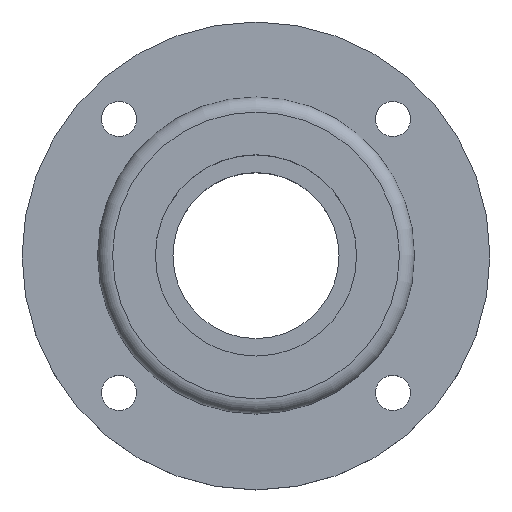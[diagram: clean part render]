
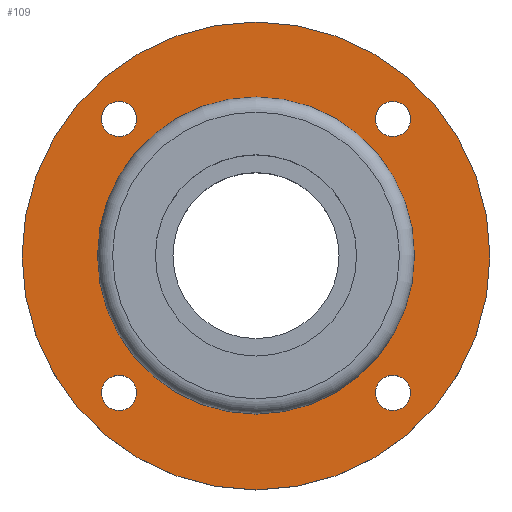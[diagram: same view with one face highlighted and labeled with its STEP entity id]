
A CAD part, top view. The second image highlights one B-rep face of the part: STEP entity #109.
In plain terms, the highlighted planar face has unit normal (0, 0, 1).
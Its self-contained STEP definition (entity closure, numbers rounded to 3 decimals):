
#83=EDGE_CURVE('Unnamed[1]',#218,#218,#219,.T.);
#109=ADVANCED_FACE('Unnamed[1]',(#260,#261,#262,#263,#264,#265),#266,.T.);
#117=EDGE_CURVE('Unnamed[1]',#278,#278,#279,.T.);
#133=EDGE_CURVE('Unnamed[1]',#303,#303,#304,.T.);
#159=EDGE_CURVE('Unnamed[1]',#342,#342,#343,.T.);
#164=EDGE_CURVE('Unnamed[1]',#354,#354,#355,.T.);
#168=EDGE_CURVE('Unnamed[1]',#360,#360,#361,.T.);
#218=VERTEX_POINT('',#414);
#219=CIRCLE('',#415,46.5);
#260=FACE_BOUND('',#465,.T.);
#261=FACE_BOUND('',#466,.T.);
#262=FACE_BOUND('',#467,.T.);
#263=FACE_BOUND('',#468,.T.);
#264=FACE_OUTER_BOUND('',#469,.T.);
#265=FACE_BOUND('',#470,.T.);
#266=PLANE('',#471);
#278=VERTEX_POINT('',#486);
#279=CIRCLE('',#487,3.5);
#303=VERTEX_POINT('',#518);
#304=CIRCLE('',#519,3.5);
#342=VERTEX_POINT('',#567);
#343=CIRCLE('',#568,3.5);
#354=VERTEX_POINT('',#581);
#355=CIRCLE('',#582,31.356);
#360=VERTEX_POINT('',#589);
#361=CIRCLE('',#590,3.5);
#414=CARTESIAN_POINT('',(-46.5,0.,10.));
#415=AXIS2_PLACEMENT_3D('',#636,#637,#638);
#465=EDGE_LOOP('',(#685));
#466=EDGE_LOOP('',(#686));
#467=EDGE_LOOP('',(#687));
#468=EDGE_LOOP('',(#688));
#469=EDGE_LOOP('',(#689));
#470=EDGE_LOOP('',(#690));
#471=AXIS2_PLACEMENT_3D('',#691,#692,#693);
#486=CARTESIAN_POINT('',(23.724,-27.224,10.));
#487=AXIS2_PLACEMENT_3D('',#706,#707,#708);
#518=CARTESIAN_POINT('',(-30.724,-27.224,10.));
#519=AXIS2_PLACEMENT_3D('',#733,#734,#735);
#567=CARTESIAN_POINT('',(-30.724,27.224,10.));
#568=AXIS2_PLACEMENT_3D('',#773,#774,#775);
#581=CARTESIAN_POINT('',(-31.356,0.,10.));
#582=AXIS2_PLACEMENT_3D('',#786,#787,#788);
#589=CARTESIAN_POINT('',(23.724,27.224,10.));
#590=AXIS2_PLACEMENT_3D('',#792,#793,#794);
#636=CARTESIAN_POINT('',(0.,0.,10.));
#637=DIRECTION('',(0.,0.,1.0));
#638=DIRECTION('',(-1.0,0.,0.));
#685=ORIENTED_EDGE('',*,*,#117,.T.);
#686=ORIENTED_EDGE('',*,*,#168,.T.);
#687=ORIENTED_EDGE('',*,*,#159,.T.);
#688=ORIENTED_EDGE('',*,*,#133,.T.);
#689=ORIENTED_EDGE('',*,*,#83,.T.);
#690=ORIENTED_EDGE('',*,*,#164,.F.);
#691=CARTESIAN_POINT('',(-37.25,0.,10.));
#692=DIRECTION('',(0.,0.,1.0));
#693=DIRECTION('',(-1.0,0.,0.));
#706=CARTESIAN_POINT('',(27.224,-27.224,10.));
#707=DIRECTION('',(0.,0.,-1.0));
#708=DIRECTION('',(1.0,0.,0.));
#733=CARTESIAN_POINT('',(-27.224,-27.224,10.));
#734=DIRECTION('',(0.,0.,-1.0));
#735=DIRECTION('',(1.0,0.,0.));
#773=CARTESIAN_POINT('',(-27.224,27.224,10.));
#774=DIRECTION('',(0.,0.,-1.0));
#775=DIRECTION('',(1.0,0.,0.));
#786=CARTESIAN_POINT('',(0.,0.,10.));
#787=DIRECTION('',(0.,0.,1.0));
#788=DIRECTION('',(1.0,0.,0.));
#792=CARTESIAN_POINT('',(27.224,27.224,10.));
#793=DIRECTION('',(0.,0.,-1.0));
#794=DIRECTION('',(1.0,0.,0.));
